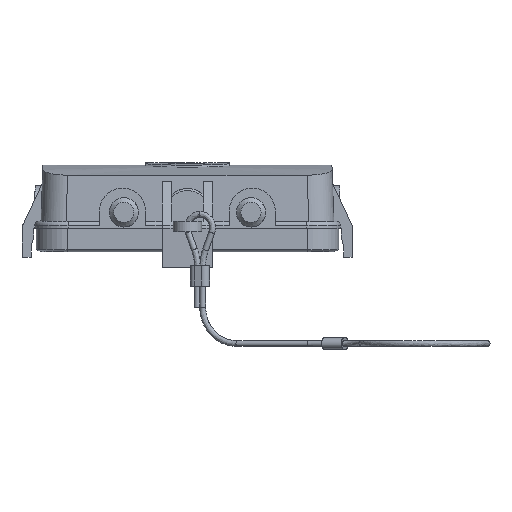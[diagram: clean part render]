
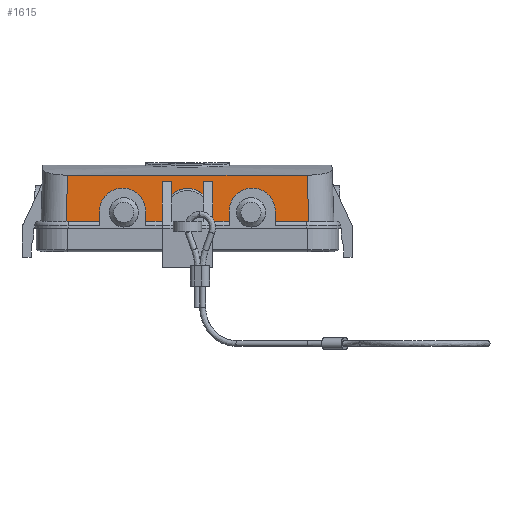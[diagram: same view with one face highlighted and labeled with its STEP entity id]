
A CAD part, front view. The second image highlights one B-rep face of the part: STEP entity #1615.
In plain terms, the highlighted planar face has unit normal (0, -0.999, 0.035).
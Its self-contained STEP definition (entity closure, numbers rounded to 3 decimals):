
#1144=ELLIPSE('',#7003,5.503,5.5);
#1145=ELLIPSE('',#7004,5.503,5.5);
#1146=ELLIPSE('',#7005,5.503,5.5);
#1251=FACE_OUTER_BOUND('',#2437,.T.);
#1615=ADVANCED_FACE('',(#1251),#1889,.T.);
#1889=PLANE('',#7006);
#2156=B_SPLINE_CURVE_WITH_KNOTS('',3,(#11491,#11492,#11493,#11494),
 .UNSPECIFIED.,.F.,.F.,(4,4),(0.,1.),.UNSPECIFIED.);
#2157=B_SPLINE_CURVE_WITH_KNOTS('',3,(#11499,#11500,#11501,#11502),
 .UNSPECIFIED.,.F.,.F.,(4,4),(0.,1.),.UNSPECIFIED.);
#2437=EDGE_LOOP('',(#3384,#3385,#3386,#3387,#3388,#3389,#3390,#3391,#3392,
#3393,#3394,#3395,#3396,#3397,#3398,#3399,#3400,#3401,#3402,#3403,#3404,
#3405,#3406,#3407,#3408,#3409));
#3384=ORIENTED_EDGE('',*,*,#5428,.T.);
#3385=ORIENTED_EDGE('',*,*,#5429,.F.);
#3386=ORIENTED_EDGE('',*,*,#5430,.T.);
#3387=ORIENTED_EDGE('',*,*,#5431,.T.);
#3388=ORIENTED_EDGE('',*,*,#5272,.F.);
#3389=ORIENTED_EDGE('',*,*,#5432,.T.);
#3390=ORIENTED_EDGE('',*,*,#5433,.F.);
#3391=ORIENTED_EDGE('',*,*,#5434,.T.);
#3392=ORIENTED_EDGE('',*,*,#5435,.T.);
#3393=ORIENTED_EDGE('',*,*,#5436,.T.);
#3394=ORIENTED_EDGE('',*,*,#5437,.T.);
#3395=ORIENTED_EDGE('',*,*,#5438,.F.);
#3396=ORIENTED_EDGE('',*,*,#5439,.T.);
#3397=ORIENTED_EDGE('',*,*,#5440,.T.);
#3398=ORIENTED_EDGE('',*,*,#5441,.F.);
#3399=ORIENTED_EDGE('',*,*,#5291,.F.);
#3400=ORIENTED_EDGE('',*,*,#5290,.F.);
#3401=ORIENTED_EDGE('',*,*,#5442,.F.);
#3402=ORIENTED_EDGE('',*,*,#5443,.F.);
#3403=ORIENTED_EDGE('',*,*,#5444,.F.);
#3404=ORIENTED_EDGE('',*,*,#5445,.F.);
#3405=ORIENTED_EDGE('',*,*,#5446,.T.);
#3406=ORIENTED_EDGE('',*,*,#5447,.T.);
#3407=ORIENTED_EDGE('',*,*,#5448,.T.);
#3408=ORIENTED_EDGE('',*,*,#5449,.T.);
#3409=ORIENTED_EDGE('',*,*,#5450,.T.);
#4649=VERTEX_POINT('',#11117);
#4650=VERTEX_POINT('',#11119);
#4666=VERTEX_POINT('',#11185);
#4667=VERTEX_POINT('',#11187);
#4668=VERTEX_POINT('',#11189);
#4785=VERTEX_POINT('',#11487);
#4786=VERTEX_POINT('',#11488);
#4787=VERTEX_POINT('',#11490);
#4788=VERTEX_POINT('',#11495);
#4789=VERTEX_POINT('',#11498);
#4790=VERTEX_POINT('',#11503);
#4791=VERTEX_POINT('',#11505);
#4792=VERTEX_POINT('',#11507);
#4793=VERTEX_POINT('',#11509);
#4794=VERTEX_POINT('',#11511);
#4795=VERTEX_POINT('',#11513);
#4796=VERTEX_POINT('',#11515);
#4797=VERTEX_POINT('',#11517);
#4798=VERTEX_POINT('',#11520);
#4799=VERTEX_POINT('',#11522);
#4800=VERTEX_POINT('',#11524);
#4801=VERTEX_POINT('',#11526);
#4802=VERTEX_POINT('',#11528);
#4803=VERTEX_POINT('',#11530);
#4804=VERTEX_POINT('',#11532);
#4805=VERTEX_POINT('',#11534);
#5272=EDGE_CURVE('',#4649,#4650,#5927,.T.);
#5290=EDGE_CURVE('',#4666,#4667,#5935,.T.);
#5291=EDGE_CURVE('',#4667,#4668,#5936,.T.);
#5428=EDGE_CURVE('',#4785,#4786,#6045,.T.);
#5429=EDGE_CURVE('',#4787,#4786,#6046,.T.);
#5430=EDGE_CURVE('',#4787,#4788,#2156,.T.);
#5431=EDGE_CURVE('',#4788,#4650,#6047,.T.);
#5432=EDGE_CURVE('',#4649,#4789,#6048,.T.);
#5433=EDGE_CURVE('',#4790,#4789,#2157,.T.);
#5434=EDGE_CURVE('',#4790,#4791,#6049,.T.);
#5435=EDGE_CURVE('',#4791,#4792,#6050,.T.);
#5436=EDGE_CURVE('',#4792,#4793,#1144,.T.);
#5437=EDGE_CURVE('',#4793,#4794,#6051,.T.);
#5438=EDGE_CURVE('',#4795,#4794,#6052,.T.);
#5439=EDGE_CURVE('',#4795,#4796,#6053,.T.);
#5440=EDGE_CURVE('',#4796,#4797,#6054,.T.);
#5441=EDGE_CURVE('',#4668,#4797,#6055,.T.);
#5442=EDGE_CURVE('',#4798,#4666,#1145,.T.);
#5443=EDGE_CURVE('',#4799,#4798,#6056,.T.);
#5444=EDGE_CURVE('',#4800,#4799,#6057,.T.);
#5445=EDGE_CURVE('',#4801,#4800,#6058,.T.);
#5446=EDGE_CURVE('',#4801,#4802,#6059,.T.);
#5447=EDGE_CURVE('',#4802,#4803,#6060,.T.);
#5448=EDGE_CURVE('',#4803,#4804,#6061,.T.);
#5449=EDGE_CURVE('',#4804,#4805,#6062,.T.);
#5450=EDGE_CURVE('',#4805,#4785,#1146,.T.);
#5927=LINE('',#11118,#6367);
#5935=LINE('',#11186,#6375);
#5936=LINE('',#11188,#6376);
#6045=LINE('',#11486,#6485);
#6046=LINE('',#11489,#6486);
#6047=LINE('',#11496,#6487);
#6048=LINE('',#11497,#6488);
#6049=LINE('',#11504,#6489);
#6050=LINE('',#11506,#6490);
#6051=LINE('',#11510,#6491);
#6052=LINE('',#11512,#6492);
#6053=LINE('',#11514,#6493);
#6054=LINE('',#11516,#6494);
#6055=LINE('',#11518,#6495);
#6056=LINE('',#11521,#6496);
#6057=LINE('',#11523,#6497);
#6058=LINE('',#11525,#6498);
#6059=LINE('',#11527,#6499);
#6060=LINE('',#11529,#6500);
#6061=LINE('',#11531,#6501);
#6062=LINE('',#11533,#6502);
#6367=VECTOR('',#7502,1.);
#6375=VECTOR('',#7528,1.);
#6376=VECTOR('',#7529,1.);
#6485=VECTOR('',#7710,1.);
#6486=VECTOR('',#7711,1.);
#6487=VECTOR('',#7712,1.);
#6488=VECTOR('',#7713,1.);
#6489=VECTOR('',#7714,1.);
#6490=VECTOR('',#7715,1.);
#6491=VECTOR('',#7718,1.);
#6492=VECTOR('',#7719,1.);
#6493=VECTOR('',#7720,1.);
#6494=VECTOR('',#7721,1.);
#6495=VECTOR('',#7722,1.);
#6496=VECTOR('',#7725,1.);
#6497=VECTOR('',#7726,1.);
#6498=VECTOR('',#7727,1.);
#6499=VECTOR('',#7728,1.);
#6500=VECTOR('',#7729,1.);
#6501=VECTOR('',#7730,1.);
#6502=VECTOR('',#7731,1.);
#7003=AXIS2_PLACEMENT_3D('',#11508,#7716,#7717);
#7004=AXIS2_PLACEMENT_3D('',#11519,#7723,#7724);
#7005=AXIS2_PLACEMENT_3D('',#11535,#7732,#7733);
#7006=AXIS2_PLACEMENT_3D('',#11536,#7734,#7735);
#7502=DIRECTION('',(1.,0.,0.));
#7528=DIRECTION('',(0.,0.035,0.999));
#7529=DIRECTION('',(0.,0.035,0.999));
#7710=DIRECTION('',(0.,-0.035,-0.999));
#7711=DIRECTION('',(-1.,0.,0.));
#7712=DIRECTION('',(-0.035,0.035,0.999));
#7713=DIRECTION('',(-0.035,-0.035,-0.999));
#7714=DIRECTION('',(1.,0.,0.));
#7715=DIRECTION('',(0.,0.035,0.999));
#7716=DIRECTION('',(0.,0.999,-0.035));
#7717=DIRECTION('',(0.,0.035,0.999));
#7718=DIRECTION('',(0.,-0.035,-0.999));
#7719=DIRECTION('',(-1.,0.,0.));
#7720=DIRECTION('',(0.,0.035,0.999));
#7721=DIRECTION('',(0.,0.035,0.999));
#7722=DIRECTION('',(-1.,0.,0.));
#7723=DIRECTION('',(0.,-0.999,0.035));
#7724=DIRECTION('',(0.,0.035,0.999));
#7725=DIRECTION('',(0.,-0.035,-0.999));
#7726=DIRECTION('',(0.,-0.035,-0.999));
#7727=DIRECTION('',(-1.,0.,0.));
#7728=DIRECTION('',(0.,-0.035,-0.999));
#7729=DIRECTION('',(0.,-0.035,-0.999));
#7730=DIRECTION('',(1.,0.,0.));
#7731=DIRECTION('',(0.,0.035,0.999));
#7732=DIRECTION('',(0.,0.999,-0.035));
#7733=DIRECTION('',(0.,0.035,0.999));
#7734=DIRECTION('',(0.,-0.999,0.035));
#7735=DIRECTION('',(0.,-0.035,-0.999));
#11117=CARTESIAN_POINT('',(-28.619,-19.659,12.747));
#11118=CARTESIAN_POINT('',(-28.619,-19.659,12.747));
#11119=CARTESIAN_POINT('',(28.619,-19.659,12.747));
#11185=CARTESIAN_POINT('',(-3.8,-19.824,8.026));
#11186=CARTESIAN_POINT('',(-3.8,-20.104,0.));
#11187=CARTESIAN_POINT('',(-3.8,-19.739,10.463));
#11188=CARTESIAN_POINT('',(-3.8,-20.108,-0.104));
#11189=CARTESIAN_POINT('',(-3.8,-19.71,11.279));
#11486=CARTESIAN_POINT('',(21.,-20.047,1.649));
#11487=CARTESIAN_POINT('',(21.,-19.959,4.15));
#11488=CARTESIAN_POINT('',(21.,-20.049,1.595));
#11489=CARTESIAN_POINT('',(28.5,-20.049,1.595));
#11490=CARTESIAN_POINT('',(28.5,-20.049,1.595));
#11491=CARTESIAN_POINT('',(28.5,-20.049,1.595));
#11492=CARTESIAN_POINT('',(28.669,-20.049,1.595));
#11493=CARTESIAN_POINT('',(28.838,-20.049,1.599));
#11494=CARTESIAN_POINT('',(29.008,-20.048,1.605));
#11495=CARTESIAN_POINT('',(29.008,-20.048,1.605));
#11496=CARTESIAN_POINT('',(28.626,-19.667,12.538));
#11497=CARTESIAN_POINT('',(-29.028,-20.069,1.012));
#11498=CARTESIAN_POINT('',(-29.008,-20.048,1.605));
#11499=CARTESIAN_POINT('',(-28.5,-20.049,1.595));
#11500=CARTESIAN_POINT('',(-28.669,-20.049,1.595));
#11501=CARTESIAN_POINT('',(-28.838,-20.049,1.599));
#11502=CARTESIAN_POINT('',(-29.008,-20.048,1.605));
#11503=CARTESIAN_POINT('',(-28.5,-20.049,1.595));
#11504=CARTESIAN_POINT('',(-28.5,-20.049,1.595));
#11505=CARTESIAN_POINT('',(-21.,-20.049,1.595));
#11506=CARTESIAN_POINT('',(-21.,-19.961,4.096));
#11507=CARTESIAN_POINT('',(-21.,-19.959,4.15));
#11508=CARTESIAN_POINT('',(-15.5,-19.959,4.15));
#11509=CARTESIAN_POINT('',(-10.,-19.959,4.15));
#11510=CARTESIAN_POINT('',(-10.,-20.047,1.649));
#11511=CARTESIAN_POINT('',(-10.,-20.049,1.595));
#11512=CARTESIAN_POINT('',(-6.,-20.049,1.595));
#11513=CARTESIAN_POINT('',(-6.,-20.049,1.595));
#11514=CARTESIAN_POINT('',(-6.,-20.104,0.));
#11515=CARTESIAN_POINT('',(-6.,-19.739,10.463));
#11516=CARTESIAN_POINT('',(-6.,-20.42,-9.027));
#11517=CARTESIAN_POINT('',(-6.,-19.71,11.279));
#11518=CARTESIAN_POINT('',(35.06,-19.71,11.279));
#11519=CARTESIAN_POINT('',(0.,-19.963,4.05));
#11520=CARTESIAN_POINT('',(3.8,-19.824,8.026));
#11521=CARTESIAN_POINT('',(3.8,-20.104,0.));
#11522=CARTESIAN_POINT('',(3.8,-19.739,10.463));
#11523=CARTESIAN_POINT('',(3.8,-20.108,-0.104));
#11524=CARTESIAN_POINT('',(3.8,-19.71,11.279));
#11525=CARTESIAN_POINT('',(35.06,-19.71,11.279));
#11526=CARTESIAN_POINT('',(6.,-19.71,11.279));
#11527=CARTESIAN_POINT('',(6.,-20.104,0.));
#11528=CARTESIAN_POINT('',(6.,-19.739,10.463));
#11529=CARTESIAN_POINT('',(6.,-20.104,0.));
#11530=CARTESIAN_POINT('',(6.,-20.049,1.595));
#11531=CARTESIAN_POINT('',(6.,-20.049,1.595));
#11532=CARTESIAN_POINT('',(10.,-20.049,1.595));
#11533=CARTESIAN_POINT('',(10.,-19.961,4.096));
#11534=CARTESIAN_POINT('',(10.,-19.959,4.15));
#11535=CARTESIAN_POINT('',(15.5,-19.959,4.15));
#11536=CARTESIAN_POINT('',(0.,-20.104,0.));
